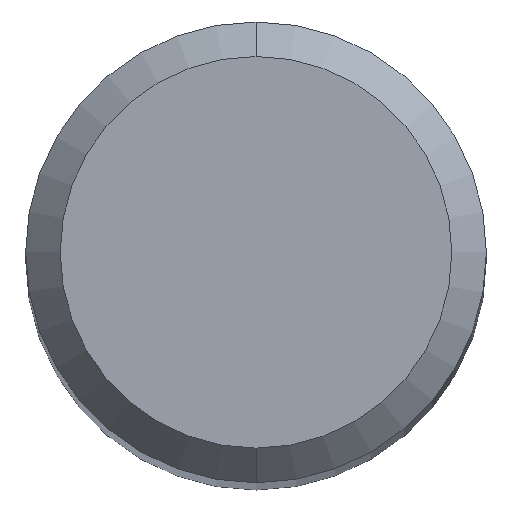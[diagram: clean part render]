
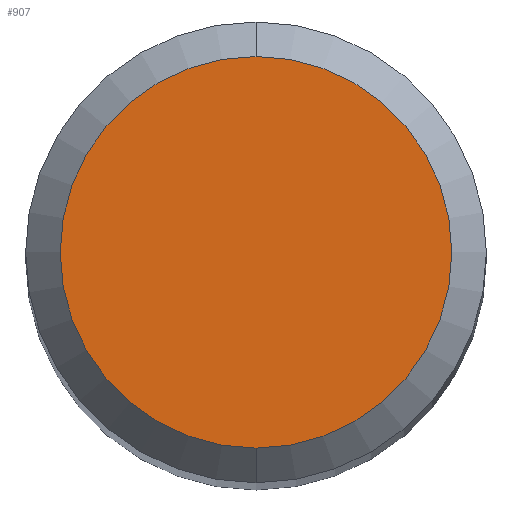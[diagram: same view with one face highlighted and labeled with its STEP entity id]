
A CAD part, top view. The second image highlights one B-rep face of the part: STEP entity #907.
In plain terms, the highlighted planar face has unit normal (0, 0, 1).
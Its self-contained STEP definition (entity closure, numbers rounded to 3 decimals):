
#893=EDGE_CURVE('',#1275,#1257,#1790,.T.);
#907=ADVANCED_FACE('',(#1806),#1807,.T.);
#989=EDGE_CURVE('',#1257,#1275,#1893,.T.);
#1257=VERTEX_POINT('',#2182);
#1275=VERTEX_POINT('',#2200);
#1790=CIRCLE('',#4379,1.7);
#1806=FACE_OUTER_BOUND('',#4398,.T.);
#1807=PLANE('',#4399);
#1893=CIRCLE('',#4798,1.7);
#2182=CARTESIAN_POINT('',(0.,-1.7,0.0));
#2200=CARTESIAN_POINT('',(0.0,1.7,0.0));
#4379=AXIS2_PLACEMENT_3D('',#6534,#6535,#6536);
#4398=EDGE_LOOP('',(#6559,#6560));
#4399=AXIS2_PLACEMENT_3D('',#6561,#6562,#6563);
#4798=AXIS2_PLACEMENT_3D('',#6627,#6628,#6629);
#6534=CARTESIAN_POINT('',(0.0,0.0,0.0));
#6535=DIRECTION('',(0.0,0.0,-1.0));
#6536=DIRECTION('',(0.0,1.0,0.0));
#6559=ORIENTED_EDGE('',*,*,#893,.F.);
#6560=ORIENTED_EDGE('',*,*,#989,.F.);
#6561=CARTESIAN_POINT('',(0.0,0.85,0.0));
#6562=DIRECTION('',(-0.0,0.0,1.0));
#6563=DIRECTION('',(0.0,-1.0,0.0));
#6627=CARTESIAN_POINT('',(0.0,0.0,0.0));
#6628=DIRECTION('',(0.0,0.0,-1.0));
#6629=DIRECTION('',(0.0,1.0,0.0));
